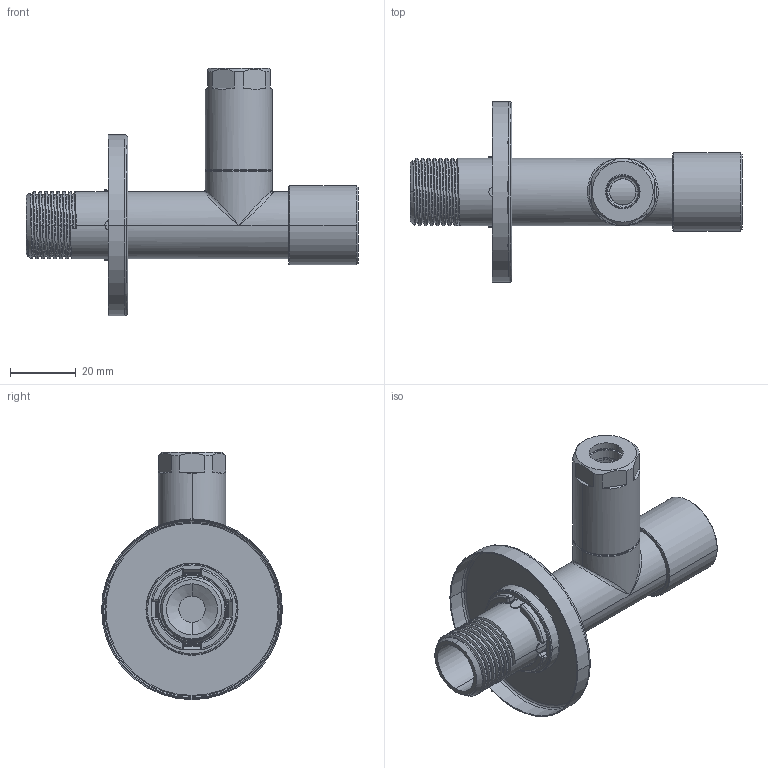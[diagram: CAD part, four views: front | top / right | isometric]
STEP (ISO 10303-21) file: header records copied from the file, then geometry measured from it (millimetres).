
FILE_DESCRIPTION((''),'2;1');
FILE_NAME('90093CR_ASM','2021-05-10T14:18:10',('ut3'),('PAFFONI SpA'),'CREO PARAMETRIC BY PTC INC, 2020044','CREO PARAMETRIC BY PTC INC, 2020044','');
FILE_SCHEMA(('CONFIG_CONTROL_DESIGN','SHAPE_APPEARANCE_LAYERS_GROUPS'));
Products named in the file (21): 90093CR_A; 90093CR_B; 90093CR_C; 90093CR_D1; 90093CR_D2; 90093CR_D3; 90093CR_D4; 90093CR_D5; 90093CR_D_ASM; 90093CR_G; 90093CR_E; 90093CR_I; 90093CR_F; 90093CR_H1; 90093CR_H2; 90093CR_H3; 90093CR_H4; 90093CR_H5; 90093CR_H6; 90093CR_H_ASM; 90093CR_ASM
Assembly tree (21 placements, depth 3):
  90093CR_ASM
    90093CR_A
    90093CR_B
    90093CR_C
    90093CR_D_ASM
      90093CR_D1
      90093CR_D2
      90093CR_D3
      90093CR_D4  x2
      90093CR_D5
    90093CR_G
    90093CR_E
    90093CR_I
    90093CR_F
    90093CR_H_ASM
      90093CR_H1
      90093CR_H2
      90093CR_H3
      90093CR_H4
      90093CR_H5
      90093CR_H6
Bounding box: 101 x 55 x 75.25 mm (x, y, z)
Volume: 18849.9 mm3; surface area: 38615.5 mm2
Topology: 17 solids, 19 shells, 769 faces, 2073 edges, 1314 vertices
Faces by surface type: cylinder 297, plane 149, torus 125, bspline 94, cone 82, sphere 22
Entity records: 65463 total; most frequent: CARTESIAN_POINT 40915, ORIENTED_EDGE 4034, DIRECTION 3382, PRESENTATION_STYLE_ASSIGNMENT 2053, STYLED_ITEM 2053, CURVE_STYLE 2035, EDGE_CURVE 2035, AXIS2_PLACEMENT_3D 1411
